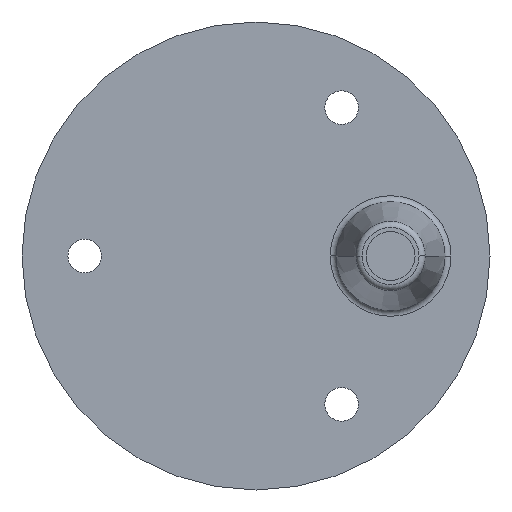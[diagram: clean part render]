
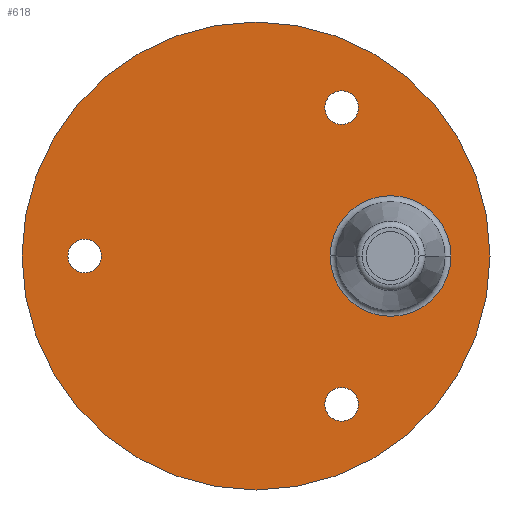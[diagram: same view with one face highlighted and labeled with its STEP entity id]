
A CAD part, front view. The second image highlights one B-rep face of the part: STEP entity #618.
In plain terms, the highlighted planar face has unit normal (0, -1, 0).
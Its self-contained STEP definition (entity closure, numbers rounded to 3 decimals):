
#1=CARTESIAN_POINT('',(0.,0.,0.));
#2=DIRECTION('',(0.,-1.,0.));
#3=DIRECTION('',(1.,0.,0.));
#4=AXIS2_PLACEMENT_3D('',#1,#2,#3);
#14=CARTESIAN_POINT('',(0.,0.,0.));
#15=DIRECTION('',(0.,1.,0.));
#16=DIRECTION('',(1.,0.,0.));
#17=AXIS2_PLACEMENT_3D('',#14,#15,#16);
#139=CARTESIAN_POINT('',(14.,0.,24.249));
#140=DIRECTION('',(0.,-1.,0.));
#141=DIRECTION('',(1.,0.,0.));
#142=AXIS2_PLACEMENT_3D('',#139,#140,#141);
#144=CARTESIAN_POINT('',(14.,0.,24.249));
#145=DIRECTION('',(0.,-1.,0.));
#146=DIRECTION('',(-1.,0.,0.));
#147=AXIS2_PLACEMENT_3D('',#144,#145,#146);
#149=CARTESIAN_POINT('',(-28.,0.,0.));
#150=DIRECTION('',(0.,-1.,0.));
#151=DIRECTION('',(1.,0.,0.));
#152=AXIS2_PLACEMENT_3D('',#149,#150,#151);
#154=CARTESIAN_POINT('',(-28.,0.,0.));
#155=DIRECTION('',(0.,-1.,0.));
#156=DIRECTION('',(-1.,0.,0.));
#157=AXIS2_PLACEMENT_3D('',#154,#155,#156);
#159=CARTESIAN_POINT('',(14.,0.,-24.249));
#160=DIRECTION('',(0.,-1.,0.));
#161=DIRECTION('',(1.,0.,0.));
#162=AXIS2_PLACEMENT_3D('',#159,#160,#161);
#164=CARTESIAN_POINT('',(14.,0.,-24.249));
#165=DIRECTION('',(0.,-1.,0.));
#166=DIRECTION('',(-1.,0.,0.));
#167=AXIS2_PLACEMENT_3D('',#164,#165,#166);
#169=CARTESIAN_POINT('',(22.,0.,0.));
#170=DIRECTION('',(0.,-1.,0.));
#171=DIRECTION('',(-1.,0.,0.));
#172=AXIS2_PLACEMENT_3D('',#169,#170,#171);
#174=CARTESIAN_POINT('',(22.,0.,0.));
#175=DIRECTION('',(0.,-1.,0.));
#176=DIRECTION('',(1.,0.,0.));
#177=AXIS2_PLACEMENT_3D('',#174,#175,#176);
#323=CARTESIAN_POINT('',(38.25,0.,0.));
#325=VERTEX_POINT('',#323);
#335=CARTESIAN_POINT('',(-38.25,0.,0.));
#337=VERTEX_POINT('',#335);
#351=CARTESIAN_POINT('',(16.75,0.,24.249));
#352=CARTESIAN_POINT('',(11.25,0.,24.249));
#353=VERTEX_POINT('',#351);
#354=VERTEX_POINT('',#352);
#355=CARTESIAN_POINT('',(-25.25,0.,0.));
#356=CARTESIAN_POINT('',(-30.75,0.,0.));
#357=VERTEX_POINT('',#355);
#358=VERTEX_POINT('',#356);
#359=CARTESIAN_POINT('',(16.75,0.,-24.249));
#360=CARTESIAN_POINT('',(11.25,0.,-24.249));
#361=VERTEX_POINT('',#359);
#362=VERTEX_POINT('',#360);
#375=CARTESIAN_POINT('',(12.134,0.,0.));
#376=CARTESIAN_POINT('',(31.866,0.,0.));
#377=VERTEX_POINT('',#375);
#378=VERTEX_POINT('',#376);
#586=CARTESIAN_POINT('',(0.,0.,0.));
#587=DIRECTION('',(0.,-1.,0.));
#588=DIRECTION('',(-1.,0.,0.));
#589=AXIS2_PLACEMENT_3D('',#586,#587,#588);
#590=PLANE('',#589);
#591=ORIENTED_EDGE('',*,*,#432,.T.);
#592=ORIENTED_EDGE('',*,*,#414,.F.);
#593=EDGE_LOOP('',(#591,#592));
#594=FACE_OUTER_BOUND('',#593,.F.);
#595=ORIENTED_EDGE('',*,*,#576,.T.);
#597=ORIENTED_EDGE('',*,*,#596,.T.);
#598=EDGE_LOOP('',(#595,#597));
#599=FACE_BOUND('',#598,.F.);
#601=ORIENTED_EDGE('',*,*,#600,.T.);
#603=ORIENTED_EDGE('',*,*,#602,.T.);
#604=EDGE_LOOP('',(#601,#603));
#605=FACE_BOUND('',#604,.F.);
#607=ORIENTED_EDGE('',*,*,#606,.T.);
#609=ORIENTED_EDGE('',*,*,#608,.T.);
#610=EDGE_LOOP('',(#607,#609));
#611=FACE_BOUND('',#610,.F.);
#613=ORIENTED_EDGE('',*,*,#612,.T.);
#615=ORIENTED_EDGE('',*,*,#614,.T.);
#616=EDGE_LOOP('',(#613,#615));
#617=FACE_BOUND('',#616,.F.);
#618=ADVANCED_FACE('',(#594,#599,#605,#611,#617),#590,.T.);
#5=CIRCLE('',#4,38.25);
#18=CIRCLE('',#17,38.25);
#143=CIRCLE('',#142,2.75);
#148=CIRCLE('',#147,2.75);
#153=CIRCLE('',#152,2.75);
#158=CIRCLE('',#157,2.75);
#163=CIRCLE('',#162,2.75);
#168=CIRCLE('',#167,2.75);
#173=CIRCLE('',#172,9.866);
#178=CIRCLE('',#177,9.866);
#414=EDGE_CURVE('',#325,#337,#5,.T.);
#432=EDGE_CURVE('',#325,#337,#18,.T.);
#576=EDGE_CURVE('',#353,#354,#143,.T.);
#596=EDGE_CURVE('',#354,#353,#148,.T.);
#600=EDGE_CURVE('',#357,#358,#153,.T.);
#602=EDGE_CURVE('',#358,#357,#158,.T.);
#606=EDGE_CURVE('',#361,#362,#163,.T.);
#608=EDGE_CURVE('',#362,#361,#168,.T.);
#612=EDGE_CURVE('',#377,#378,#173,.T.);
#614=EDGE_CURVE('',#378,#377,#178,.T.);
